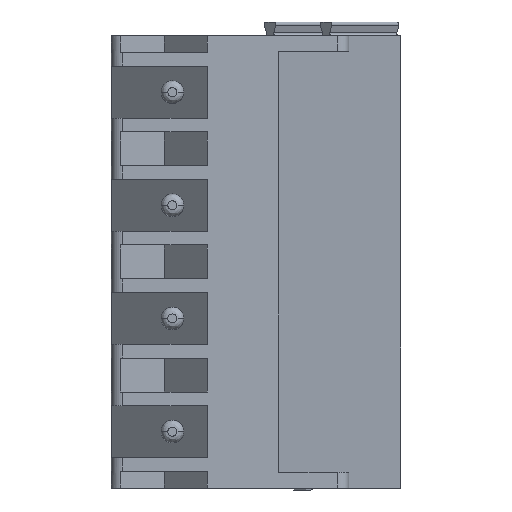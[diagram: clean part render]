
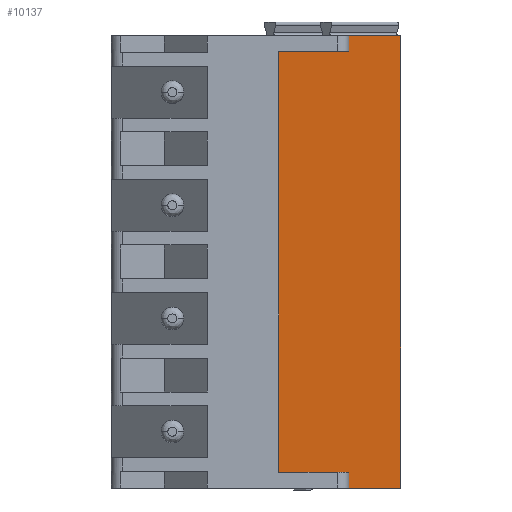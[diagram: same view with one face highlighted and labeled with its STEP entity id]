
A CAD part, front view. The second image highlights one B-rep face of the part: STEP entity #10137.
In plain terms, the highlighted planar face has unit normal (0.82, -0.572, 0).
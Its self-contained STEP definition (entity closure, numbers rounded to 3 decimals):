
#64=DIRECTION('',(0.572,0.82,0.));
#65=VECTOR('',#64,4.018);
#66=CARTESIAN_POINT('',(6.25,4.448,17.5));
#67=LINE('',#66,#65);
#2665=DIRECTION('',(0.572,0.82,0.));
#2666=VECTOR('',#2665,5.425);
#2667=CARTESIAN_POINT('',(3.145,0.,16.8));
#2668=LINE('',#2667,#2666);
#2669=DIRECTION('',(0.,0.,-1.));
#2670=VECTOR('',#2669,0.7);
#2671=CARTESIAN_POINT('',(6.25,4.448,17.5));
#2672=LINE('',#2671,#2670);
#2673=DIRECTION('',(0.,0.,1.));
#2674=VECTOR('',#2673,0.7);
#2675=CARTESIAN_POINT('',(6.25,4.448,-2.5));
#2676=LINE('',#2675,#2674);
#2677=DIRECTION('',(0.572,0.82,0.));
#2678=VECTOR('',#2677,5.425);
#2679=CARTESIAN_POINT('',(3.145,0.,-1.8));
#2680=LINE('',#2679,#2678);
#2681=DIRECTION('',(0.,0.,-1.));
#2682=VECTOR('',#2681,18.6);
#2683=CARTESIAN_POINT('',(3.145,0.,16.8));
#2684=LINE('',#2683,#2682);
#2698=DIRECTION('',(0.,0.,-1.));
#2699=VECTOR('',#2698,20.);
#2700=CARTESIAN_POINT('',(8.55,7.743,17.5));
#2701=LINE('',#2700,#2699);
#2787=DIRECTION('',(0.572,0.82,0.));
#2788=VECTOR('',#2787,4.018);
#2789=CARTESIAN_POINT('',(6.25,4.448,-2.5));
#2790=LINE('',#2789,#2788);
#5396=CARTESIAN_POINT('',(8.55,7.743,17.5));
#5398=VERTEX_POINT('',#5396);
#5420=CARTESIAN_POINT('',(8.55,7.743,-2.5));
#5422=VERTEX_POINT('',#5420);
#6056=CARTESIAN_POINT('',(3.145,0.,-1.8));
#6057=CARTESIAN_POINT('',(6.25,4.448,-1.8));
#6058=VERTEX_POINT('',#6056);
#6059=VERTEX_POINT('',#6057);
#6060=CARTESIAN_POINT('',(6.25,4.448,-2.5));
#6061=VERTEX_POINT('',#6060);
#6070=CARTESIAN_POINT('',(3.145,0.,16.8));
#6071=CARTESIAN_POINT('',(6.25,4.448,16.8));
#6072=VERTEX_POINT('',#6070);
#6073=VERTEX_POINT('',#6071);
#6074=CARTESIAN_POINT('',(6.25,4.448,17.5));
#6075=VERTEX_POINT('',#6074);
#10117=CARTESIAN_POINT('',(3.145,0.,17.5));
#10118=DIRECTION('',(0.82,-0.572,0.));
#10119=DIRECTION('',(0.572,0.82,0.));
#10120=AXIS2_PLACEMENT_3D('',#10117,#10118,#10119);
#10121=PLANE('',#10120);
#10123=ORIENTED_EDGE('',*,*,#10122,.T.);
#10124=ORIENTED_EDGE('',*,*,#10108,.F.);
#10125=ORIENTED_EDGE('',*,*,#6969,.T.);
#10127=ORIENTED_EDGE('',*,*,#10126,.T.);
#10129=ORIENTED_EDGE('',*,*,#10128,.F.);
#10131=ORIENTED_EDGE('',*,*,#10130,.T.);
#10133=ORIENTED_EDGE('',*,*,#10132,.F.);
#10134=ORIENTED_EDGE('',*,*,#10014,.F.);
#10135=EDGE_LOOP('',(#10123,#10124,#10125,#10127,#10129,#10131,#10133,#10134));
#10136=FACE_OUTER_BOUND('',#10135,.F.);
#6969=EDGE_CURVE('',#6075,#5398,#67,.T.);
#10014=EDGE_CURVE('',#6072,#6058,#2684,.T.);
#10108=EDGE_CURVE('',#6075,#6073,#2672,.T.);
#10122=EDGE_CURVE('',#6072,#6073,#2668,.T.);
#10126=EDGE_CURVE('',#5398,#5422,#2701,.T.);
#10128=EDGE_CURVE('',#6061,#5422,#2790,.T.);
#10130=EDGE_CURVE('',#6061,#6059,#2676,.T.);
#10132=EDGE_CURVE('',#6058,#6059,#2680,.T.);
#10137=ADVANCED_FACE('',(#10136),#10121,.T.);
